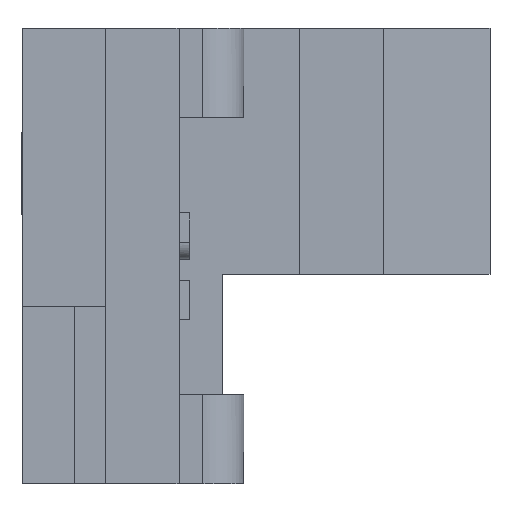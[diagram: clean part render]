
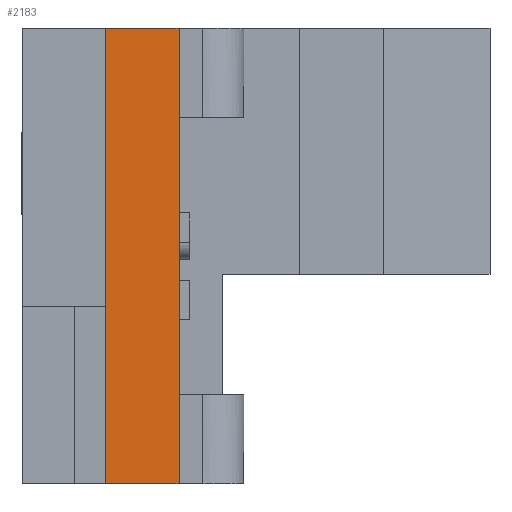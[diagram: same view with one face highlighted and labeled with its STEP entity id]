
A CAD part, left-side view. The second image highlights one B-rep face of the part: STEP entity #2183.
In plain terms, the highlighted free-form (B-spline) face has degree [1, 1] with [2, 2] control points.
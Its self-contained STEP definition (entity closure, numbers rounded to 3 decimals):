
#2104=CARTESIAN_POINT('V117',(0.0,0.0,14.8));
#2105=VERTEX_POINT('V117',#2104);
#2111=CARTESIAN_POINT('V116',(0.,-2.4,
   14.8));
#2112=VERTEX_POINT('V116',#2111);
#2113=CARTESIAN_POINT('E162',(0.,-2.4,
   14.8));
#2114=CARTESIAN_POINT('E162',(0.0,0.0,14.8));
#2115=QUASI_UNIFORM_CURVE('E162',1,(#2113,#2114),.POLYLINE_FORM.,.F.,
   .U.);
#2116=EDGE_CURVE('E162',#2112,#2105,#2115,.T.);
#2156=CARTESIAN_POINT('F51',(0.0,0.0,0.0));
#2157=CARTESIAN_POINT('F51',(0.,-2.4,0.0));
#2158=CARTESIAN_POINT('F51',(0.0,0.0,14.8));
#2159=CARTESIAN_POINT('F51',(0.,-2.4,
   14.8));
#2160=B_SPLINE_SURFACE_WITH_KNOTS('F51',1,1,((#2156,#2158),(#2157,
   #2159)),.PLANE_SURF.,.F.,.F.,.U.,(2,2),(2,2),(0.0,1.0),(0.0,
   6.167),.UNSPECIFIED.);
#2161=CARTESIAN_POINT('V53',(0.0,0.0,0.0));
#2162=VERTEX_POINT('V53',#2161);
#2163=CARTESIAN_POINT('V52',(0.,-2.4,0.0));
#2164=VERTEX_POINT('V52',#2163);
#2165=CARTESIAN_POINT('E71',(0.0,0.0,0.0));
#2166=CARTESIAN_POINT('E71',(0.,-2.4,0.0));
#2167=QUASI_UNIFORM_CURVE('E71',1,(#2165,#2166),.POLYLINE_FORM.,.F.,
   .U.);
#2168=EDGE_CURVE('E71',#2162,#2164,#2167,.T.);
#2169=ORIENTED_EDGE('E71',*,*,#2168,.T.);
#2170=CARTESIAN_POINT('E161',(0.,-2.4,
   14.8));
#2171=CARTESIAN_POINT('E161',(0.,-2.4,0.0)
   );
#2172=B_SPLINE_CURVE_WITH_KNOTS('E161',1,(#2170,#2171),
   .POLYLINE_FORM.,.F.,.U.,(2,2),(0.0,6.167),
   .UNSPECIFIED.);
#2173=EDGE_CURVE('E161',#2112,#2164,#2172,.T.);
#2174=ORIENTED_EDGE('E161',*,*,#2173,.F.);
#2175=ORIENTED_EDGE('E162',*,*,#2116,.T.);
#2176=CARTESIAN_POINT('E163',(0.0,0.0,0.0));
#2177=CARTESIAN_POINT('E163',(0.0,0.0,14.8));
#2178=B_SPLINE_CURVE_WITH_KNOTS('E163',1,(#2176,#2177),
   .POLYLINE_FORM.,.F.,.U.,(2,2),(0.0,2.643),
   .UNSPECIFIED.);
#2179=EDGE_CURVE('E163',#2162,#2105,#2178,.T.);
#2180=ORIENTED_EDGE('E163',*,*,#2179,.F.);
#2181=EDGE_LOOP('F51',(#2169,#2174,#2175,#2180));
#2182=FACE_OUTER_BOUND('F51',#2181,.T.);
#2183=ADVANCED_FACE('F51',(#2182),#2160,.T.);
